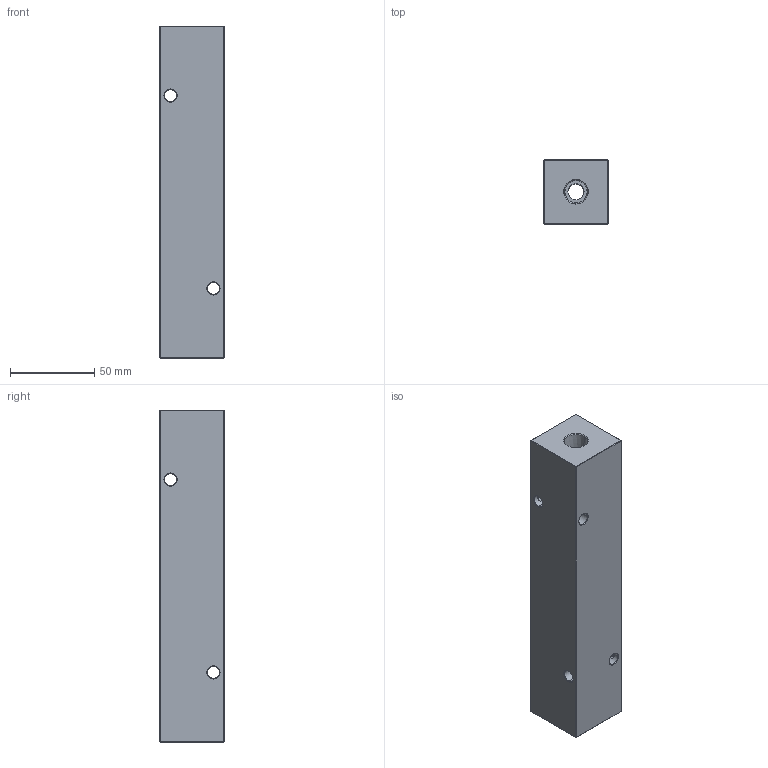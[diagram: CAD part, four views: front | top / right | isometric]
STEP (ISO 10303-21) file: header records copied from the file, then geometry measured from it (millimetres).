
FILE_DESCRIPTION (( 'STEP AP214' ), '1' );
FILE_NAME ('HM-5-0-P-4-2.STEP', '2019-07-16T00:23:03', ( '' ), ( '' ), 'SwSTEP 2.0', 'SolidWorks 2018', '' );
FILE_SCHEMA (( 'AUTOMOTIVE_DESIGN' ));
Length unit declared in the file: inch
Products named in the file (1): HM-5-0-P-4-2
Bounding box: 38.1 x 38.1 x 196.85 mm (x, y, z)
Volume: 259684.1 mm3; surface area: 42994.2 mm2
Topology: 1 solids, 1 shells, 483 faces, 1254 edges, 814 vertices
Faces by surface type: plane 248, bspline 173, cone 34, cylinder 28
Entity records: 29399 total; most frequent: CARTESIAN_POINT 12685, ORIENTED_EDGE 2508, DIRECTION 1582, EDGE_CURVE 1254, VERTEX_POINT 814, LINE 804, VECTOR 804, EDGE_LOOP 548
